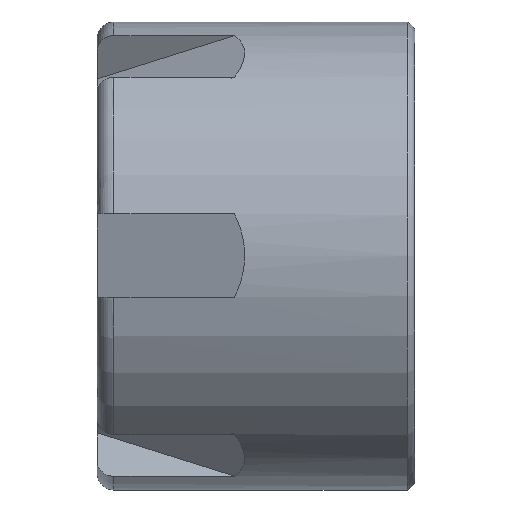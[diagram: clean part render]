
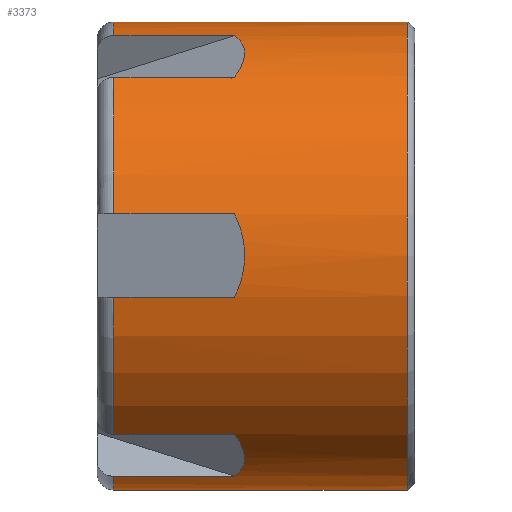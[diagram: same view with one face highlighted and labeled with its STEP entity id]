
A CAD part, top view. The second image highlights one B-rep face of the part: STEP entity #3373.
In plain terms, the highlighted cylindrical face has radius 14 mm (diameter 28 mm), a partial arc.
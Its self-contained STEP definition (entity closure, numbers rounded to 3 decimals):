
#53=CARTESIAN_POINT('',(11.036,0.,0.));
#54=DIRECTION('',(-1.,0.,0.));
#55=DIRECTION('',(0.,-1.,0.));
#56=AXIS2_PLACEMENT_3D('',#53,#54,#55);
#63=DIRECTION('',(-1.,0.,0.));
#64=VECTOR('',#63,17.536);
#65=CARTESIAN_POINT('',(11.036,-14.,0.));
#66=LINE('',#65,#64);
#67=CARTESIAN_POINT('',(-6.5,0.,0.));
#68=DIRECTION('',(1.,0.,0.));
#69=DIRECTION('',(0.,-0.941,0.337));
#70=AXIS2_PLACEMENT_3D('',#67,#68,#69);
#72=CARTESIAN_POINT('',(-6.5,0.,0.));
#73=DIRECTION('',(-1.,0.,0.));
#74=DIRECTION('',(0.,-0.763,0.647));
#75=AXIS2_PLACEMENT_3D('',#72,#73,#74);
#77=CARTESIAN_POINT('',(-6.5,0.,0.));
#78=DIRECTION('',(-1.,0.,0.));
#79=DIRECTION('',(0.,0.179,0.984));
#80=AXIS2_PLACEMENT_3D('',#77,#78,#79);
#82=CARTESIAN_POINT('',(-6.5,0.,0.));
#83=DIRECTION('',(-1.,0.,0.));
#84=DIRECTION('',(0.,0.941,0.337));
#85=AXIS2_PLACEMENT_3D('',#82,#83,#84);
#87=DIRECTION('',(-1.,0.,0.));
#88=VECTOR('',#87,17.536);
#89=CARTESIAN_POINT('',(11.036,14.,0.));
#90=LINE('',#89,#88);
#154=CARTESIAN_POINT('',(-6.5,2.5,13.775));
#156=DIRECTION('',(-1.,0.,0.));
#157=VECTOR('',#156,7.211);
#158=CARTESIAN_POINT('',(0.711,2.5,13.775));
#159=LINE('',#158,#157);
#299=CARTESIAN_POINT('',(-6.5,13.179,4.722));
#301=DIRECTION('',(-1.,0.,0.));
#302=VECTOR('',#301,7.211);
#303=CARTESIAN_POINT('',(0.711,13.179,4.722));
#304=LINE('',#303,#302);
#313=CARTESIAN_POINT('',(0.711,10.679,9.053));
#314=CARTESIAN_POINT('',(1.127,11.227,8.406));
#315=CARTESIAN_POINT('',(1.532,12.188,7.037));
#316=CARTESIAN_POINT('',(1.127,12.894,5.52));
#317=CARTESIAN_POINT('',(0.711,13.179,4.722));
#327=DIRECTION('',(-1.,0.,0.));
#328=VECTOR('',#327,7.211);
#329=CARTESIAN_POINT('',(0.711,10.679,9.053));
#330=LINE('',#329,#328);
#331=CARTESIAN_POINT('',(-6.5,10.679,9.053));
#346=CARTESIAN_POINT('',(0.711,-2.5,13.775));
#347=CARTESIAN_POINT('',(1.127,-1.667,13.926));
#348=CARTESIAN_POINT('',(1.532,0.,14.074));
#349=CARTESIAN_POINT('',(1.127,1.667,13.926));
#350=CARTESIAN_POINT('',(0.711,2.5,13.775));
#360=DIRECTION('',(-1.,0.,0.));
#361=VECTOR('',#360,7.211);
#362=CARTESIAN_POINT('',(0.711,-2.5,13.775));
#363=LINE('',#362,#361);
#364=CARTESIAN_POINT('',(-6.5,-2.5,13.775));
#388=CARTESIAN_POINT('',(-6.5,-10.679,9.053));
#390=DIRECTION('',(-1.,0.,0.));
#391=VECTOR('',#390,7.211);
#392=CARTESIAN_POINT('',(0.711,-10.679,9.053));
#393=LINE('',#392,#391);
#402=CARTESIAN_POINT('',(0.711,-13.179,4.722));
#403=CARTESIAN_POINT('',(1.127,-12.894,5.52));
#404=CARTESIAN_POINT('',(1.532,-12.188,7.037));
#405=CARTESIAN_POINT('',(1.127,-11.227,8.406));
#406=CARTESIAN_POINT('',(0.711,-10.679,9.053));
#416=DIRECTION('',(-1.,0.,0.));
#417=VECTOR('',#416,7.211);
#418=CARTESIAN_POINT('',(0.711,-13.179,4.722));
#419=LINE('',#418,#417);
#420=CARTESIAN_POINT('',(-6.5,-13.179,4.722));
#3028=CARTESIAN_POINT('',(11.036,-14.,0.));
#3029=CARTESIAN_POINT('',(11.036,14.,0.));
#3030=VERTEX_POINT('',#3028);
#3031=VERTEX_POINT('',#3029);
#3064=VERTEX_POINT('',#388);
#3065=CARTESIAN_POINT('',(0.711,-10.679,
9.053));
#3066=VERTEX_POINT('',#3065);
#3071=VERTEX_POINT('',#420);
#3072=CARTESIAN_POINT('',(0.711,-13.179,
4.722));
#3073=VERTEX_POINT('',#3072);
#3078=VERTEX_POINT('',#154);
#3079=CARTESIAN_POINT('',(0.711,2.5,13.775));
#3080=VERTEX_POINT('',#3079);
#3085=VERTEX_POINT('',#364);
#3086=CARTESIAN_POINT('',(0.711,-2.5,13.775));
#3087=VERTEX_POINT('',#3086);
#3092=VERTEX_POINT('',#299);
#3093=CARTESIAN_POINT('',(0.711,13.179,4.722));
#3094=VERTEX_POINT('',#3093);
#3099=VERTEX_POINT('',#331);
#3100=CARTESIAN_POINT('',(0.711,10.679,9.053));
#3101=VERTEX_POINT('',#3100);
#3116=CARTESIAN_POINT('',(-6.5,14.,0.));
#3117=VERTEX_POINT('',#3116);
#3118=CARTESIAN_POINT('',(-6.5,-14.,0.));
#3119=VERTEX_POINT('',#3118);
#3335=CARTESIAN_POINT('',(12.655,0.,0.));
#3336=DIRECTION('',(-1.,0.,0.));
#3337=DIRECTION('',(0.,1.,0.));
#3338=AXIS2_PLACEMENT_3D('',#3335,#3336,#3337);
#3339=CYLINDRICAL_SURFACE('',#3338,14.);
#3340=ORIENTED_EDGE('',*,*,#3329,.F.);
#3342=ORIENTED_EDGE('',*,*,#3341,.T.);
#3344=ORIENTED_EDGE('',*,*,#3343,.F.);
#3346=ORIENTED_EDGE('',*,*,#3345,.F.);
#3348=ORIENTED_EDGE('',*,*,#3347,.T.);
#3350=ORIENTED_EDGE('',*,*,#3349,.T.);
#3352=ORIENTED_EDGE('',*,*,#3351,.T.);
#3354=ORIENTED_EDGE('',*,*,#3353,.F.);
#3356=ORIENTED_EDGE('',*,*,#3355,.T.);
#3358=ORIENTED_EDGE('',*,*,#3357,.T.);
#3360=ORIENTED_EDGE('',*,*,#3359,.T.);
#3362=ORIENTED_EDGE('',*,*,#3361,.F.);
#3364=ORIENTED_EDGE('',*,*,#3363,.T.);
#3366=ORIENTED_EDGE('',*,*,#3365,.T.);
#3368=ORIENTED_EDGE('',*,*,#3367,.T.);
#3370=ORIENTED_EDGE('',*,*,#3369,.F.);
#3371=EDGE_LOOP('',(#3340,#3342,#3344,#3346,#3348,#3350,#3352,#3354,#3356,#3358,
#3360,#3362,#3364,#3366,#3368,#3370));
#3372=FACE_OUTER_BOUND('',#3371,.F.);
#3373=ADVANCED_FACE('',(#3372),#3339,.T.);
#57=CIRCLE('',#56,14.);
#71=CIRCLE('',#70,14.);
#76=CIRCLE('',#75,14.);
#81=CIRCLE('',#80,14.);
#86=CIRCLE('',#85,14.);
#318=B_SPLINE_CURVE_WITH_KNOTS('',3,(#313,#314,#315,#316,#317),.UNSPECIFIED.,
.F.,.F.,(4,1,4),(0.,0.5,1.),.UNSPECIFIED.);
#351=B_SPLINE_CURVE_WITH_KNOTS('',3,(#346,#347,#348,#349,#350),.UNSPECIFIED.,
.F.,.F.,(4,1,4),(0.,0.5,1.),.UNSPECIFIED.);
#407=B_SPLINE_CURVE_WITH_KNOTS('',3,(#402,#403,#404,#405,#406),.UNSPECIFIED.,
.F.,.F.,(4,1,4),(0.,0.5,1.),.UNSPECIFIED.);
#3329=EDGE_CURVE('',#3030,#3031,#57,.T.);
#3341=EDGE_CURVE('',#3030,#3119,#66,.T.);
#3343=EDGE_CURVE('',#3071,#3119,#71,.T.);
#3345=EDGE_CURVE('',#3073,#3071,#419,.T.);
#3347=EDGE_CURVE('',#3073,#3066,#407,.T.);
#3349=EDGE_CURVE('',#3066,#3064,#393,.T.);
#3351=EDGE_CURVE('',#3064,#3085,#76,.T.);
#3353=EDGE_CURVE('',#3087,#3085,#363,.T.);
#3355=EDGE_CURVE('',#3087,#3080,#351,.T.);
#3357=EDGE_CURVE('',#3080,#3078,#159,.T.);
#3359=EDGE_CURVE('',#3078,#3099,#81,.T.);
#3361=EDGE_CURVE('',#3101,#3099,#330,.T.);
#3363=EDGE_CURVE('',#3101,#3094,#318,.T.);
#3365=EDGE_CURVE('',#3094,#3092,#304,.T.);
#3367=EDGE_CURVE('',#3092,#3117,#86,.T.);
#3369=EDGE_CURVE('',#3031,#3117,#90,.T.);
